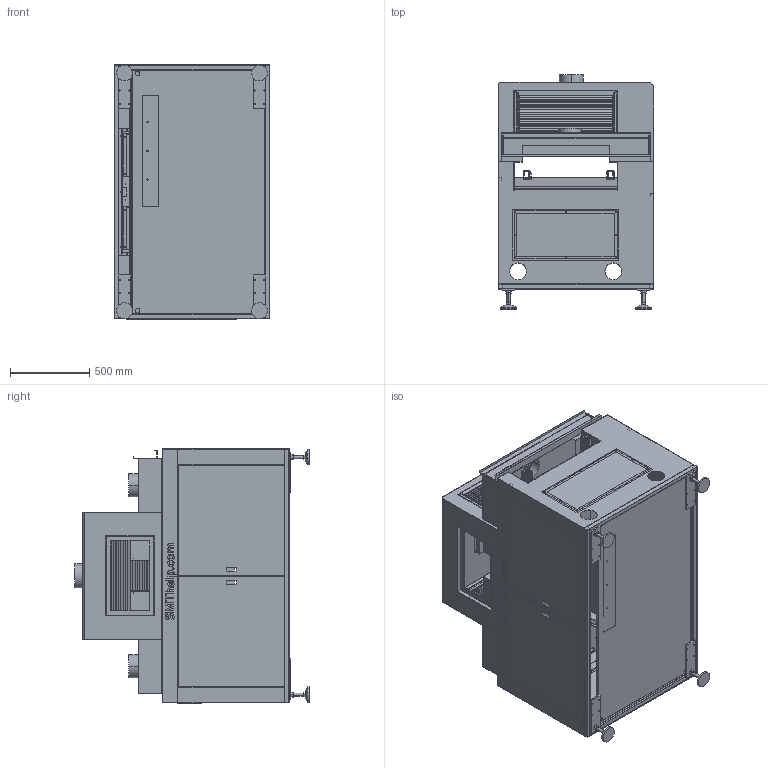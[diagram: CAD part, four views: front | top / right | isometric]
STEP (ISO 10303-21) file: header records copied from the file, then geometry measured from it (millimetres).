
FILE_DESCRIPTION (( 'STEP AP214' ), '1' );
FILE_NAME ('UC1.6M Oven.STEP', '2023-08-10T07:57:38', ( '' ), ( '' ), 'SwSTEP 2.0', 'SolidWorks 2022', '' );
FILE_SCHEMA (( 'AUTOMOTIVE_DESIGN' ));
Length unit declared in the file: millimetre
Products named in the file (36): GHL-2M-JZ-12.STEP; GHL-2M-JZ-21.STEP; WAD01-D80-M20-L150-3.STEP; HI_WAD01-D80-M20-L150-001.STEP; __________-1.STEP; GHL-2M-JZ-11.STEP; UC1.6M Oven; GHL-2M-JZ-05.STEP; ______A.STEP; ______-4.STEP; WAD01-D80-M20-L150-1.STEP; GHL-2M-JZ-02.STEP; GHL-2M-JZ-15.STEP; GHL-2M-JZ-18.STEP; UC1.6M嘐趙簪軞蚾饜极.STEP; ____1.STEP; WAD01-D80-M20-L150-2.STEP; ____01.STEP; ____.STEP; __________.STEP; __________-0.STEP; ______b.STEP; ____-3.STEP; GHL-2M-JZ-03.STEP; GHL-2M-JZ-17.STEP; GHL-2M-JZ-01.STEP; GHL-2M-JZ-04.STEP; ______-2.STEP; GHL-2M-DG-05.STEP; HI_WAD01-D80-M20-L150-002.STEP; ______________.STEP; GHL-2M-JZ-23.STEP; WAD01-D80-M20-L150.STEP; GHL-2M-JZ-06.STEP; ______.STEP; ______-5.STEP
Assembly tree (50 placements, depth 5):
  UC1.6M Oven
    UC1.6M嘐趙簪軞蚾饜极.STEP
      __________.STEP
        GHL-2M-JZ-01.STEP
          GHL-2M-JZ-02.STEP
          GHL-2M-JZ-03.STEP
          GHL-2M-JZ-04.STEP
          GHL-2M-JZ-05.STEP
          GHL-2M-JZ-11.STEP
          GHL-2M-JZ-06.STEP  x4
          GHL-2M-JZ-23.STEP
        WAD01-D80-M20-L150.STEP
          HI_WAD01-D80-M20-L150-001.STEP
          HI_WAD01-D80-M20-L150-002.STEP
        WAD01-D80-M20-L150-1.STEP
          HI_WAD01-D80-M20-L150-001.STEP
          HI_WAD01-D80-M20-L150-002.STEP
        WAD01-D80-M20-L150-2.STEP
          HI_WAD01-D80-M20-L150-001.STEP
          HI_WAD01-D80-M20-L150-002.STEP
        WAD01-D80-M20-L150-3.STEP
          HI_WAD01-D80-M20-L150-001.STEP
          HI_WAD01-D80-M20-L150-002.STEP
        GHL-2M-JZ-18.STEP
        GHL-2M-JZ-17.STEP
        GHL-2M-JZ-21.STEP
        GHL-2M-JZ-15.STEP  x2
        ______.STEP  x2
        ____.STEP  x2
      ______________.STEP
        __________-0.STEP
        __________-1.STEP
      GHL-2M-DG-05.STEP
      GHL-2M-JZ-12.STEP  x2
      ______-2.STEP
      ____-3.STEP  x2
      ____01.STEP  x2
      ____1.STEP
      ______A.STEP
      ______b.STEP
      ______-4.STEP
      ______-5.STEP
Bounding box: 980 x 1477 x 1601.5 mm (x, y, z)
Volume: 27893032.4 mm3; surface area: 32982163.5 mm2
Topology: 72 solids, 74 shells, 2686 faces, 7016 edges, 4549 vertices
Faces by surface type: plane 1661, cylinder 789, bspline 204, cone 32
Entity records: 79856 total; most frequent: CARTESIAN_POINT 21212, ORIENTED_EDGE 11256, DIRECTION 10683, EDGE_CURVE 5628, LINE 4027, VECTOR 4027, VERTEX_POINT 3665, AXIS2_PLACEMENT_3D 3328
